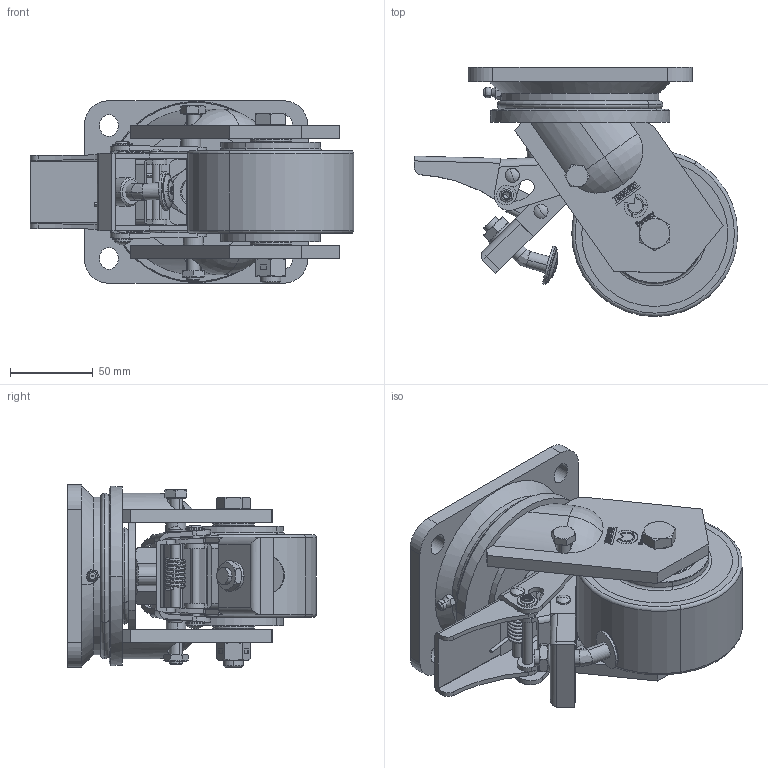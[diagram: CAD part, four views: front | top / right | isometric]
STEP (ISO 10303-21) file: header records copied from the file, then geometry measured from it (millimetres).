
FILE_DESCRIPTION (( 'STEP AP214' ), '1' );
FILE_NAME ('0010124_L-HB-PUZG-100-K-3-DSV.STEP', '2015-09-11T10:39:11', ( '' ), ( '' ), 'SwSTEP 2.0', 'SolidWorks 2014', '' );
FILE_SCHEMA (( 'AUTOMOTIVE_DESIGN' ));
Length unit declared in the file: millimetre
Products named in the file (1): 0010124_L-HB-PUZG-100-K-3-DSV
Bounding box: 194.92 x 150 x 110 mm (x, y, z)
Surface area: 249135.6 mm2 (no closed solid volume)
Topology: 0 solids, 42 shells, 1212 faces, 3018 edges, 1934 vertices
Faces by surface type: plane 514, cylinder 269, bspline 230, cone 125, torus 68, sphere 6
Entity records: 58153 total; most frequent: CARTESIAN_POINT 17156, ORIENTED_EDGE 5974, DIRECTION 5007, EDGE_CURVE 3003, VERTEX_POINT 1933, AXIS2_PLACEMENT_3D 1725, VECTOR 1557, LINE 1557
